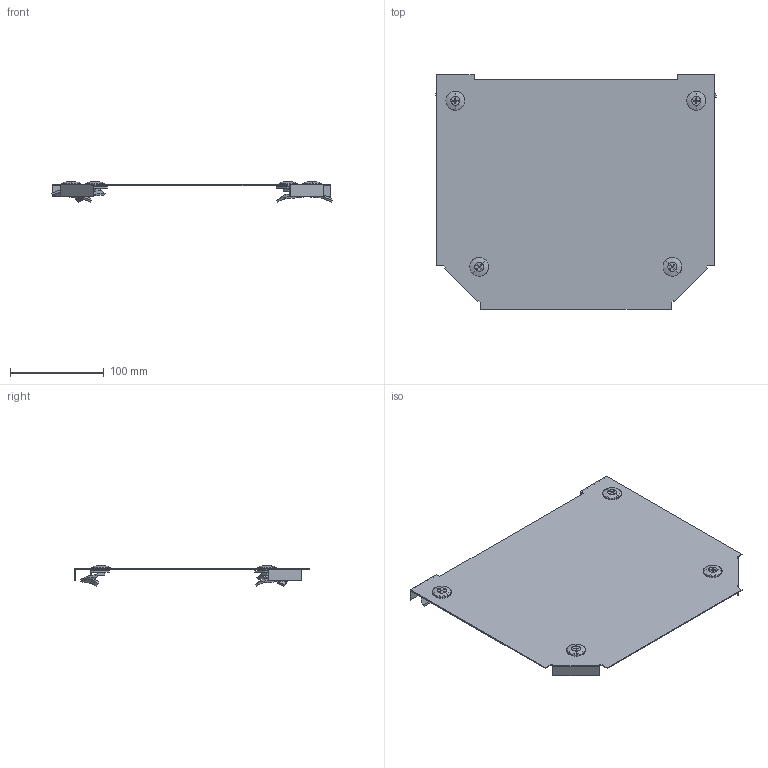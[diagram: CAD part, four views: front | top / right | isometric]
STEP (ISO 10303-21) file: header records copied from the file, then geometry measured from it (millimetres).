
FILE_DESCRIPTION (( 'STEP AP214' ), '1' );
FILE_NAME ('7138794.STEP', '2019-11-13T10:35:30', ( '' ), ( '' ), 'SwSTEP 2.0', 'SolidWorks 2018', '' );
FILE_SCHEMA (( 'AUTOMOTIVE_DESIGN' ));
Length unit declared in the file: millimetre
Products named in the file (5): 7138794; 099600_Standard_1; 048280_NB=200 d-16,5 f〉 Helix-Drehriegel; 120072_Standard_1; 109905_quadratisch_1
Assembly tree (7 placements, depth 3):
  7138794
    048280_NB=200 d-16,5 f〉 Helix-Drehriegel
    120072_Standard_1  x4
      099600_Standard_1
      109905_quadratisch_1
Bounding box: 299.85 x 250.74 x 21.36 mm (x, y, z)
Volume: 84272.5 mm3; surface area: 158199.8 mm2
Topology: 9 solids, 9 shells, 360 faces, 942 edges, 604 vertices
Faces by surface type: plane 164, bspline 128, cone 52, cylinder 16
Entity records: 6346 total; most frequent: CARTESIAN_POINT 3387, ORIENTED_EDGE 638, DIRECTION 478, EDGE_CURVE 319, VERTEX_POINT 208, VECTOR 182, LINE 182, AXIS2_PLACEMENT_3D 148
